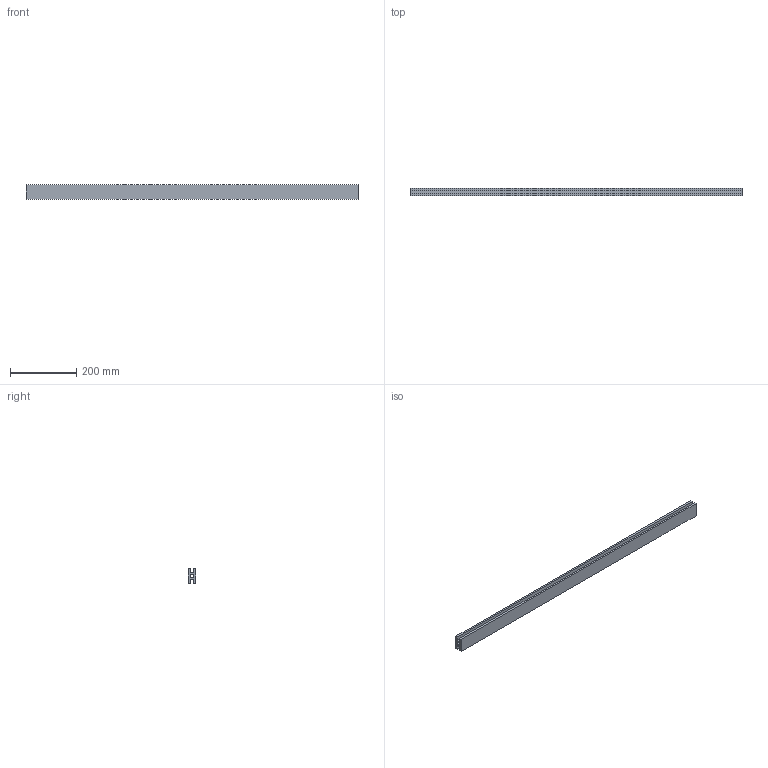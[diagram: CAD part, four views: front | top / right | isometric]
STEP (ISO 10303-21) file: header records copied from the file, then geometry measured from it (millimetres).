
FILE_DESCRIPTION(('STEP AP214'),'1');
FILE_NAME('cctmp_C16B3838-BFA4-4E14-99C8-999961A1B38D_2020_1_20_10_35_24_344..stp','2020-01-20T09:35:24',('Bosch Rexroth AG'),('CADClick - www.CADClick.com'),'Spatial InterOp 3D',' ','unknown authorization - (Healing Option Enabled)');
FILE_SCHEMA(('AUTOMOTIVE_DESIGN'));
Length unit declared in the file: millimetre
Products named in the file (1): 2020_01_20__10-35-24-344
Bounding box: 1000 x 22.5 x 45 mm (x, y, z)
Volume: 673960.2 mm3; surface area: 219763.8 mm2
Topology: 1 solids, 1 shells, 16 faces, 42 edges, 28 vertices
Faces by surface type: plane 14, cylinder 2
Entity records: 646 total; most frequent: CARTESIAN_POINT 87, ORIENTED_EDGE 84, DIRECTION 80, EDGE_CURVE 42, LINE 38, VECTOR 38, VERTEX_POINT 28, AXIS2_PLACEMENT_3D 21
